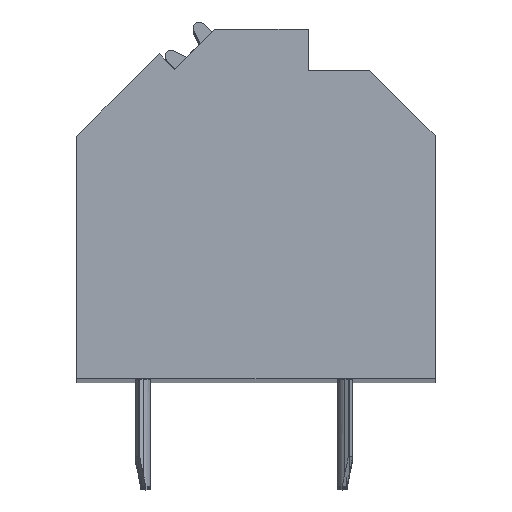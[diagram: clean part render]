
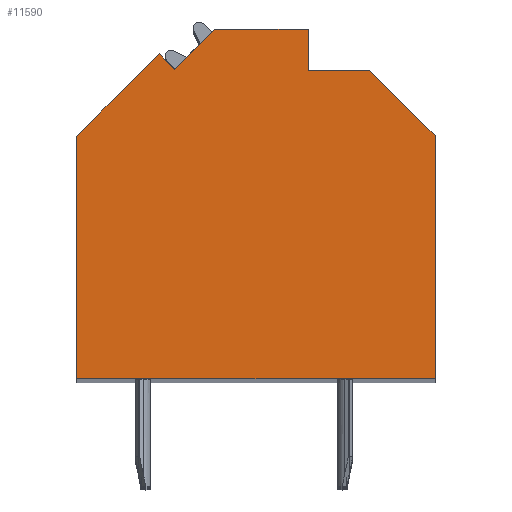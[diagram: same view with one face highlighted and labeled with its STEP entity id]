
A CAD part, top view. The second image highlights one B-rep face of the part: STEP entity #11590.
In plain terms, the highlighted planar face has unit normal (0, 0, 1).
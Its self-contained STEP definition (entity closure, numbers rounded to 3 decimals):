
#859=DIRECTION('',(-0.707,-0.707,0.));
#860=VECTOR('',#859,1.897);
#861=CARTESIAN_POINT('',(-1.39,5.718,69.445));
#862=LINE('',#861,#860);
#863=DIRECTION('',(-1.,0.,0.));
#864=VECTOR('',#863,3.14);
#865=CARTESIAN_POINT('',(1.75,5.718,69.445));
#866=LINE('',#865,#864);
#867=DIRECTION('',(0.,1.,0.));
#868=VECTOR('',#867,1.368);
#869=CARTESIAN_POINT('',(1.75,4.35,69.445));
#870=LINE('',#869,#868);
#871=DIRECTION('',(-1.,0.,0.));
#872=VECTOR('',#871,2.05);
#873=CARTESIAN_POINT('',(3.8,4.35,69.445));
#874=LINE('',#873,#872);
#875=DIRECTION('',(-0.707,0.707,0.));
#876=VECTOR('',#875,3.111);
#877=CARTESIAN_POINT('',(6.,2.15,69.445));
#878=LINE('',#877,#876);
#879=DIRECTION('',(0.,1.,0.));
#880=VECTOR('',#879,8.15);
#881=CARTESIAN_POINT('',(6.,-6.,69.445));
#882=LINE('',#881,#880);
#883=DIRECTION('',(1.,0.,0.));
#884=VECTOR('',#883,12.);
#885=CARTESIAN_POINT('',(-6.,-6.,69.445));
#886=LINE('',#885,#884);
#887=DIRECTION('',(0.,-1.,0.));
#888=VECTOR('',#887,8.14);
#889=CARTESIAN_POINT('',(-6.,2.14,69.445));
#890=LINE('',#889,#888);
#891=DIRECTION('',(-0.707,-0.707,0.));
#892=VECTOR('',#891,3.892);
#893=CARTESIAN_POINT('',(-3.248,4.892,69.445));
#894=LINE('',#893,#892);
#895=DIRECTION('',(-0.707,0.707,0.));
#896=VECTOR('',#895,0.73);
#897=CARTESIAN_POINT('',(-2.732,4.376,69.445));
#898=LINE('',#897,#896);
#8245=CARTESIAN_POINT('',(-1.39,5.718,69.445));
#8246=CARTESIAN_POINT('',(-2.732,4.376,69.445));
#8247=VERTEX_POINT('',#8245);
#8248=VERTEX_POINT('',#8246);
#8249=CARTESIAN_POINT('',(-3.248,4.892,69.445));
#8250=VERTEX_POINT('',#8249);
#8251=CARTESIAN_POINT('',(-6.,2.14,69.445));
#8252=VERTEX_POINT('',#8251);
#8253=CARTESIAN_POINT('',(-6.,-6.,69.445));
#8254=VERTEX_POINT('',#8253);
#8255=CARTESIAN_POINT('',(6.,-6.,69.445));
#8256=VERTEX_POINT('',#8255);
#8257=CARTESIAN_POINT('',(6.,2.15,69.445));
#8258=VERTEX_POINT('',#8257);
#8259=CARTESIAN_POINT('',(3.8,4.35,69.445));
#8260=VERTEX_POINT('',#8259);
#8261=CARTESIAN_POINT('',(1.75,4.35,69.445));
#8262=VERTEX_POINT('',#8261);
#8263=CARTESIAN_POINT('',(1.75,5.718,69.445));
#8264=VERTEX_POINT('',#8263);
#11566=CARTESIAN_POINT('',(0.,0.,69.445));
#11567=DIRECTION('',(0.,0.,1.));
#11568=DIRECTION('',(1.,0.,0.));
#11569=AXIS2_PLACEMENT_3D('',#11566,#11567,#11568);
#11570=PLANE('',#11569);
#11572=ORIENTED_EDGE('',*,*,#11571,.F.);
#11574=ORIENTED_EDGE('',*,*,#11573,.F.);
#11576=ORIENTED_EDGE('',*,*,#11575,.F.);
#11578=ORIENTED_EDGE('',*,*,#11577,.F.);
#11580=ORIENTED_EDGE('',*,*,#11579,.F.);
#11582=ORIENTED_EDGE('',*,*,#11581,.F.);
#11584=ORIENTED_EDGE('',*,*,#11583,.F.);
#11585=ORIENTED_EDGE('',*,*,#11075,.F.);
#11586=ORIENTED_EDGE('',*,*,#11379,.F.);
#11587=ORIENTED_EDGE('',*,*,#11029,.F.);
#11588=EDGE_LOOP('',(#11572,#11574,#11576,#11578,#11580,#11582,#11584,#11585,
#11586,#11587));
#11589=FACE_OUTER_BOUND('',#11588,.F.);
#11029=EDGE_CURVE('',#8248,#8250,#898,.T.);
#11075=EDGE_CURVE('',#8252,#8254,#890,.T.);
#11379=EDGE_CURVE('',#8250,#8252,#894,.T.);
#11571=EDGE_CURVE('',#8247,#8248,#862,.T.);
#11573=EDGE_CURVE('',#8264,#8247,#866,.T.);
#11575=EDGE_CURVE('',#8262,#8264,#870,.T.);
#11577=EDGE_CURVE('',#8260,#8262,#874,.T.);
#11579=EDGE_CURVE('',#8258,#8260,#878,.T.);
#11581=EDGE_CURVE('',#8256,#8258,#882,.T.);
#11583=EDGE_CURVE('',#8254,#8256,#886,.T.);
#11590=ADVANCED_FACE('',(#11589),#11570,.T.);
